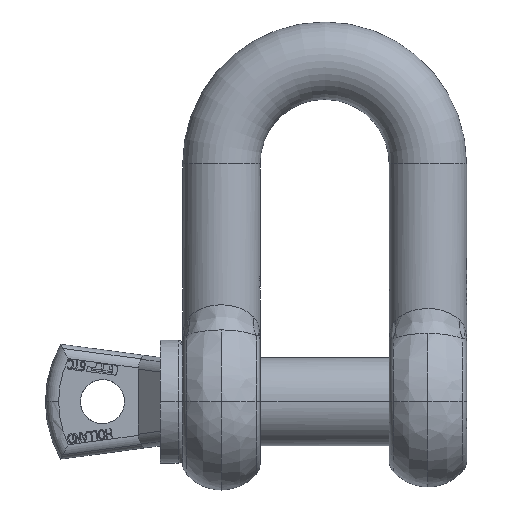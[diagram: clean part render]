
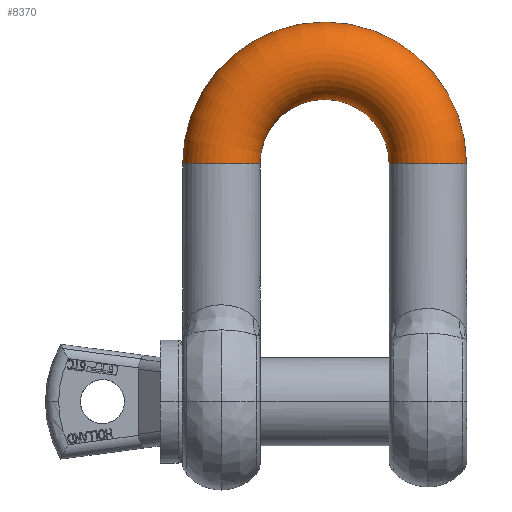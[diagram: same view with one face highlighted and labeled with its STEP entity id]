
A CAD part, top view. The second image highlights one B-rep face of the part: STEP entity #8370.
In plain terms, the highlighted toroidal (fillet/blend) face has major radius 76 mm and minor radius 28.5 mm.
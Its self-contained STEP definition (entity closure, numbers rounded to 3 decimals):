
#4035=AXIS2_PLACEMENT_3D('Circle Axis2P3D',#4033,#4034,$) ;
#4849=AXIS2_PLACEMENT_3D('Circle Axis2P3D',#4847,#4848,$) ;
#4863=AXIS2_PLACEMENT_3D('Circle Axis2P3D',#4861,#4862,$) ;
#8357=AXIS2_PLACEMENT_3D('Torus Axis2P3D',#8354,#8355,#8356) ;
#8361=AXIS2_PLACEMENT_3D('Circle Axis2P3D',#8359,#8360,$) ;
#2566=CARTESIAN_POINT('Vertex',(47.5,175.,0.)) ;
#2573=CARTESIAN_POINT('Vertex',(104.5,175.,0.)) ;
#4033=CARTESIAN_POINT('Axis2P3D Location',(76.,175.,0.)) ;
#4847=CARTESIAN_POINT('Axis2P3D Location',(0.,175.,0.)) ;
#4851=CARTESIAN_POINT('Vertex',(-47.5,175.,0.)) ;
#4858=CARTESIAN_POINT('Vertex',(-104.5,175.,0.)) ;
#4861=CARTESIAN_POINT('Axis2P3D Location',(0.,175.,0.)) ;
#8354=CARTESIAN_POINT('Axis2P3D Location',(0.,175.,0.)) ;
#8359=CARTESIAN_POINT('Axis2P3D Location',(-76.,175.,0.)) ;
#4034=DIRECTION('Axis2P3D Direction',(0.,-1.,0.)) ;
#4848=DIRECTION('Axis2P3D Direction',(0.,0.,-1.)) ;
#4862=DIRECTION('Axis2P3D Direction',(0.,0.,-1.)) ;
#8355=DIRECTION('Axis2P3D Direction',(0.,0.,-1.)) ;
#8356=DIRECTION('Axis2P3D XDirection',(-1.,0.,0.)) ;
#8360=DIRECTION('Axis2P3D Direction',(0.,-1.,0.)) ;
#8365=ORIENTED_EDGE('',*,*,#4865,.F.) ;
#8366=ORIENTED_EDGE('',*,*,#8363,.F.) ;
#8367=ORIENTED_EDGE('',*,*,#4853,.F.) ;
#8368=ORIENTED_EDGE('',*,*,#4037,.T.) ;
#8370=ADVANCED_FACE('',(#8369),#8358,.T.) ;
#4036=CIRCLE('generated circle',#4035,28.5) ;
#4850=CIRCLE('generated circle',#4849,47.5) ;
#4864=CIRCLE('generated circle',#4863,104.5) ;
#8362=CIRCLE('generated circle',#8361,28.5) ;
#8358=TOROIDAL_SURFACE('homeo Torus',#8357,76.,28.5) ;
#4037=EDGE_CURVE('',#2567,#2574,#4036,.F.) ;
#4853=EDGE_CURVE('',#2567,#4852,#4850,.F.) ;
#4865=EDGE_CURVE('',#4859,#2574,#4864,.T.) ;
#8363=EDGE_CURVE('',#4852,#4859,#8362,.T.) ;
#8364=EDGE_LOOP('',(#8365,#8366,#8367,#8368)) ;
#8369=FACE_OUTER_BOUND('',#8364,.T.) ;
#2567=VERTEX_POINT('',#2566) ;
#2574=VERTEX_POINT('',#2573) ;
#4852=VERTEX_POINT('',#4851) ;
#4859=VERTEX_POINT('',#4858) ;
